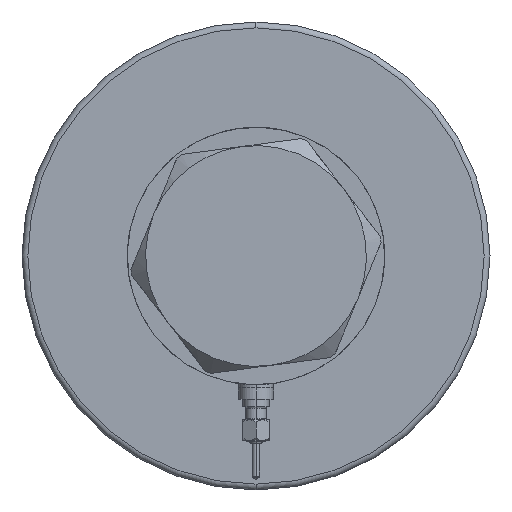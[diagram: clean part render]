
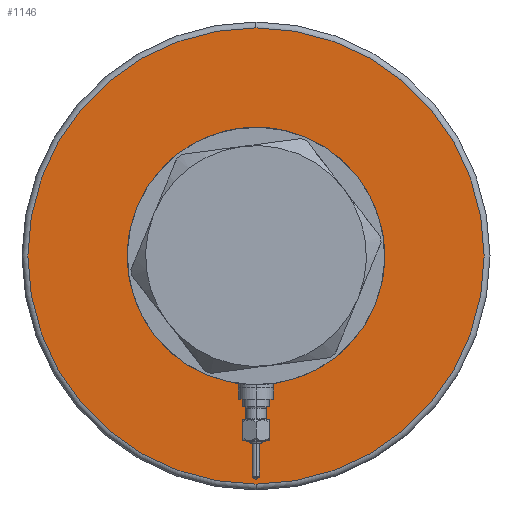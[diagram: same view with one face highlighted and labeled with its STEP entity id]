
A CAD part, left-side view. The second image highlights one B-rep face of the part: STEP entity #1146.
In plain terms, the highlighted face is planar.
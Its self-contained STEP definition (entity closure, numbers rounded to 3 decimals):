
#234 = VERTEX_POINT ( 'NONE', #2483 ) ;
#459 = ORIENTED_EDGE ( 'NONE', *, *, #6689, .T. ) ;
#475 = DIRECTION ( 'NONE',  ( 1., 0., 0. ) ) ;
#607 = DIRECTION ( 'NONE',  ( 1., 0., 0. ) ) ;
#623 = DIRECTION ( 'NONE',  ( 0., 0., 1. ) ) ;
#677 = DIRECTION ( 'NONE',  ( 0., 0., 1. ) ) ;
#1135 = DIRECTION ( 'NONE',  ( 0., 0., 1. ) ) ;
#1146 = ADVANCED_FACE ( 'NONE', ( #5312, #2768 ), #3377, .F. ) ;
#1235 = CIRCLE ( 'NONE', #1558, 78. ) ;
#1558 = AXIS2_PLACEMENT_3D ( 'NONE', #4683, #3089, #475 ) ;
#1565 = CARTESIAN_POINT ( 'NONE',  ( 0., 0., 0. ) ) ;
#1651 = CARTESIAN_POINT ( 'NONE',  ( 0., 0., 0. ) ) ;
#1802 = AXIS2_PLACEMENT_3D ( 'NONE', #4352, #677, #607 ) ;
#1867 = EDGE_CURVE ( 'NONE', #3633, #5917, #1235, .T. ) ;
#1888 = CARTESIAN_POINT ( 'NONE',  ( 37.5, 0., 0. ) ) ;
#2308 = EDGE_CURVE ( 'NONE', #3791, #234, #4704, .T. ) ;
#2437 = AXIS2_PLACEMENT_3D ( 'NONE', #1651, #1135, #4429 ) ;
#2483 = CARTESIAN_POINT ( 'NONE',  ( -37.5, 0., 0. ) ) ;
#2768 = FACE_BOUND ( 'NONE', #4110, .T. ) ;
#2847 = EDGE_LOOP ( 'NONE', ( #459, #4887 ) ) ;
#3089 = DIRECTION ( 'NONE',  ( 0., 0., -1. ) ) ;
#3377 = PLANE ( 'NONE',  #2437 ) ;
#3566 = CARTESIAN_POINT ( 'NONE',  ( 0., 0., 0. ) ) ;
#3633 = VERTEX_POINT ( 'NONE', #6545 ) ;
#3791 = VERTEX_POINT ( 'NONE', #1888 ) ;
#4110 = EDGE_LOOP ( 'NONE', ( #5041, #6831 ) ) ;
#4330 = CARTESIAN_POINT ( 'NONE',  ( 78., 0., 0. ) ) ;
#4352 = CARTESIAN_POINT ( 'NONE',  ( 0., 0., 0. ) ) ;
#4429 = DIRECTION ( 'NONE',  ( 1., 0., 0. ) ) ;
#4621 = DIRECTION ( 'NONE',  ( 0., 0., -1. ) ) ;
#4683 = CARTESIAN_POINT ( 'NONE',  ( 0., 0., 0. ) ) ;
#4704 = CIRCLE ( 'NONE', #5050, 37.5 ) ;
#4835 = DIRECTION ( 'NONE',  ( 1., 0., 0. ) ) ;
#4887 = ORIENTED_EDGE ( 'NONE', *, *, #1867, .T. ) ;
#4919 = EDGE_CURVE ( 'NONE', #234, #3791, #6843, .T. ) ;
#5041 = ORIENTED_EDGE ( 'NONE', *, *, #2308, .T. ) ;
#5050 = AXIS2_PLACEMENT_3D ( 'NONE', #1565, #623, #4835 ) ;
#5194 = AXIS2_PLACEMENT_3D ( 'NONE', #3566, #4621, #5671 ) ;
#5312 = FACE_OUTER_BOUND ( 'NONE', #2847, .T. ) ;
#5671 = DIRECTION ( 'NONE',  ( 1., 0., 0. ) ) ;
#5917 = VERTEX_POINT ( 'NONE', #4330 ) ;
#6433 = CIRCLE ( 'NONE', #5194, 78. ) ;
#6545 = CARTESIAN_POINT ( 'NONE',  ( -78., 0., 0. ) ) ;
#6689 = EDGE_CURVE ( 'NONE', #5917, #3633, #6433, .T. ) ;
#6831 = ORIENTED_EDGE ( 'NONE', *, *, #4919, .T. ) ;
#6843 = CIRCLE ( 'NONE', #1802, 37.5 ) ;
